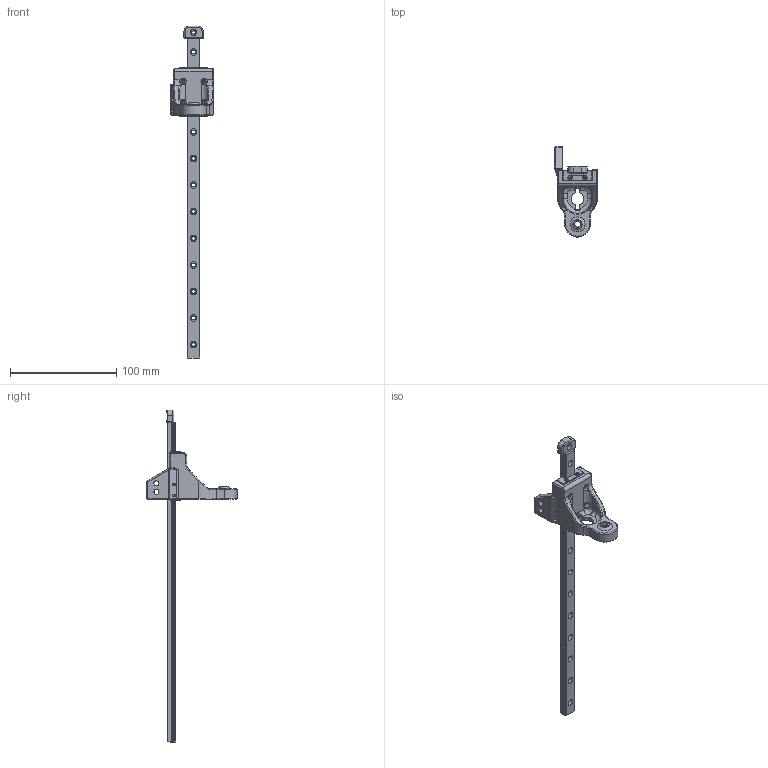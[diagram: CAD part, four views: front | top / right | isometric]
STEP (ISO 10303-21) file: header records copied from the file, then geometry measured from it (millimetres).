
FILE_DESCRIPTION(/* description */ (''),/* implementation_level */ '2;1');
FILE_NAME(/* name */ 'MGN12H_Z_Carriage_Rear.step',/* time_stamp */ '2022-11-30T01:18:15+01:00',/* author */ (''),/* organization */ (''),/* preprocessor_version */ 'ST-DEVELOPER v19.2',/* originating_system */ 'Autodesk Translation Framework v11.17.0.187',/* authorisation */ '');
FILE_SCHEMA (('AUTOMOTIVE_DESIGN { 1 0 10303 214 3 1 1 }'));
Length unit declared in the file: millimetre
Products named in the file (14): MGN12H_rear_Z; Z_Carriage_Rear_2-hole (IGUS); MGN12 rail; MGN12H; PRODUCT_NAME_1; PRODUCT_NAME_6; PRODUCT_NAME_5; PRODUCT_NAME_7; PRODUCT_NAME_4; PRODUCT_NAME_8; PRODUCT_NAME_3; PRODUCT_NAME_2; PRODUCT_NAME_9; Rail stop
Assembly tree (13 placements, depth 4):
  MGN12H_rear_Z
    Z_Carriage_Rear_2-hole (IGUS)
    MGN12 rail
      MGN12H
        PRODUCT_NAME_1
        PRODUCT_NAME_6
        PRODUCT_NAME_5
        PRODUCT_NAME_7
        PRODUCT_NAME_4
        PRODUCT_NAME_8
        PRODUCT_NAME_3
        PRODUCT_NAME_2
        PRODUCT_NAME_9
    Rail stop
Bounding box: 40.1 x 84.9 x 312 mm (x, y, z)
Volume: 64047.8 mm3; surface area: 33657 mm2
Topology: 12 solids, 12 shells, 614 faces, 1571 edges, 1003 vertices
Faces by surface type: plane 328, cylinder 211, cone 34, bspline 20, torus 13, sphere 8
Full cylindrical faces by diameter (mm): 2.459 x8, 3.5 x13, 3.6 x4, 4.2 x8, 4.7 x2, 5.4 x1, 6 x17
Entity records: 19618 total; most frequent: CARTESIAN_POINT 3852, DIRECTION 3330, ORIENTED_EDGE 3128, EDGE_CURVE 1564, AXIS2_PLACEMENT_3D 1177, VERTEX_POINT 1003, LINE 976, VECTOR 976
